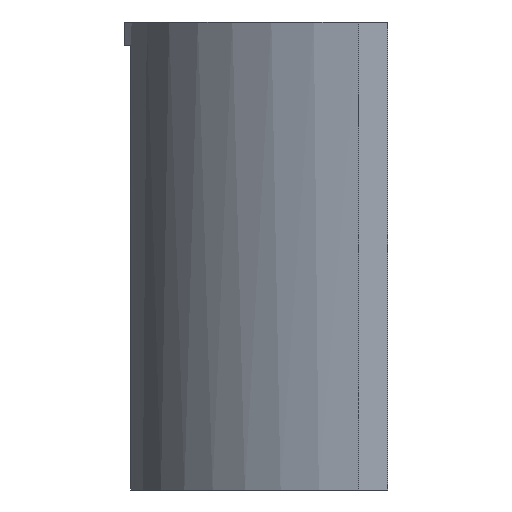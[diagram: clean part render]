
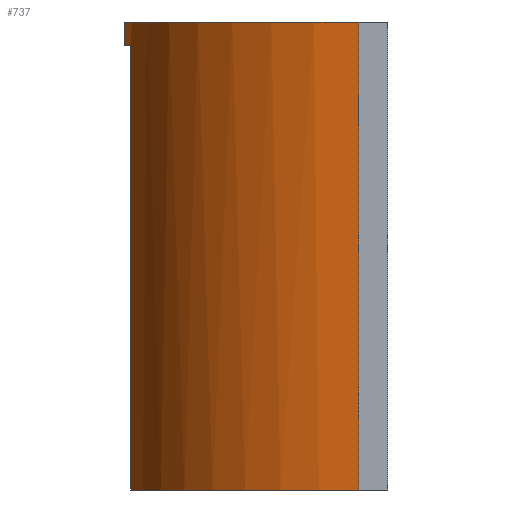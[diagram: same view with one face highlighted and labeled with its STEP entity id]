
A CAD part, left-side view. The second image highlights one B-rep face of the part: STEP entity #737.
In plain terms, the highlighted cylindrical face has radius 57.404 mm (diameter 114.808 mm), a partial arc.
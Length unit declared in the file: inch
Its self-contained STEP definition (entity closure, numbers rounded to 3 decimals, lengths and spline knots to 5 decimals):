
#21 = CARTESIAN_POINT ( 'NONE',  ( 2.17888, 0.60006, -2. ) ) ;
#38 = VERTEX_POINT ( 'NONE', #21 ) ;
#52 = CIRCLE ( 'NONE', #157, 2.26 ) ;
#74 = EDGE_LOOP ( 'NONE', ( #686, #432, #422, #452, #402, #305, #135, #757 ) ) ;
#99 = DIRECTION ( 'NONE',  ( -1., 0., 0. ) ) ;
#103 = VECTOR ( 'NONE', #242, 39.37008 ) ;
#107 = DIRECTION ( 'NONE',  ( 0., 0., 1. ) ) ;
#110 = VERTEX_POINT ( 'NONE', #384 ) ;
#134 = CARTESIAN_POINT ( 'NONE',  ( -2.24613, 0.25, 2. ) ) ;
#135 = ORIENTED_EDGE ( 'NONE', *, *, #218, .T. ) ;
#142 = CIRCLE ( 'NONE', #252, 2.26 ) ;
#156 = DIRECTION ( 'NONE',  ( 1., 0., 0. ) ) ;
#157 = AXIS2_PLACEMENT_3D ( 'NONE', #226, #581, #214 ) ;
#162 = DIRECTION ( 'NONE',  ( 0., 0., -1. ) ) ;
#163 = VERTEX_POINT ( 'NONE', #273 ) ;
#174 = DIRECTION ( 'NONE',  ( 0., 0., 1. ) ) ;
#191 = LINE ( 'NONE', #302, #547 ) ;
#210 = EDGE_CURVE ( 'NONE', #653, #246, #513, .T. ) ;
#214 = DIRECTION ( 'NONE',  ( 1., 0., 0. ) ) ;
#216 = DIRECTION ( 'NONE',  ( 0., 0., 1. ) ) ;
#218 = EDGE_CURVE ( 'NONE', #653, #163, #142, .T. ) ;
#225 = VECTOR ( 'NONE', #453, 39.37008 ) ;
#226 = CARTESIAN_POINT ( 'NONE',  ( 0., 0., -2. ) ) ;
#235 = VERTEX_POINT ( 'NONE', #756 ) ;
#242 = DIRECTION ( 'NONE',  ( 0., 0., -1. ) ) ;
#246 = VERTEX_POINT ( 'NONE', #751 ) ;
#252 = AXIS2_PLACEMENT_3D ( 'NONE', #687, #107, #407 ) ;
#267 = EDGE_CURVE ( 'NONE', #38, #246, #52, .T. ) ;
#273 = CARTESIAN_POINT ( 'NONE',  ( -0.52175, 2.19895, 1.8 ) ) ;
#293 = CARTESIAN_POINT ( 'NONE',  ( 2.17888, 0.60006, 2. ) ) ;
#302 = CARTESIAN_POINT ( 'NONE',  ( -2.24613, 0.25, 2. ) ) ;
#305 = ORIENTED_EDGE ( 'NONE', *, *, #210, .F. ) ;
#320 = CYLINDRICAL_SURFACE ( 'NONE', #327, 2.26 ) ;
#327 = AXIS2_PLACEMENT_3D ( 'NONE', #458, #441, #99 ) ;
#333 = EDGE_CURVE ( 'NONE', #110, #38, #534, .T. ) ;
#346 = VECTOR ( 'NONE', #162, 39.37008 ) ;
#384 = CARTESIAN_POINT ( 'NONE',  ( 2.17888, 0.60006, 2. ) ) ;
#386 = AXIS2_PLACEMENT_3D ( 'NONE', #565, #174, #405 ) ;
#391 = CARTESIAN_POINT ( 'NONE',  ( 0., 0., 2. ) ) ;
#402 = ORIENTED_EDGE ( 'NONE', *, *, #267, .T. ) ;
#405 = DIRECTION ( 'NONE',  ( 1., 0., 0. ) ) ;
#407 = DIRECTION ( 'NONE',  ( 1., 0., 0. ) ) ;
#412 = CIRCLE ( 'NONE', #386, 2.26 ) ;
#422 = ORIENTED_EDGE ( 'NONE', *, *, #733, .F. ) ;
#425 = CIRCLE ( 'NONE', #548, 2.26 ) ;
#427 = CARTESIAN_POINT ( 'NONE',  ( 0.52175, 2.19895, 1.8 ) ) ;
#432 = ORIENTED_EDGE ( 'NONE', *, *, #603, .F. ) ;
#441 = DIRECTION ( 'NONE',  ( 0., 0., -1. ) ) ;
#448 = CARTESIAN_POINT ( 'NONE',  ( -0.52175, 2.19895, 2. ) ) ;
#452 = ORIENTED_EDGE ( 'NONE', *, *, #333, .T. ) ;
#453 = DIRECTION ( 'NONE',  ( 0., 0., -1. ) ) ;
#458 = CARTESIAN_POINT ( 'NONE',  ( 0., 0., 2. ) ) ;
#513 = LINE ( 'NONE', #522, #346 ) ;
#522 = CARTESIAN_POINT ( 'NONE',  ( 0.52175, 2.19895, 2. ) ) ;
#534 = LINE ( 'NONE', #293, #103 ) ;
#537 = DIRECTION ( 'NONE',  ( 0., 0., -1. ) ) ;
#543 = EDGE_CURVE ( 'NONE', #235, #713, #412, .T. ) ;
#547 = VECTOR ( 'NONE', #537, 39.37008 ) ;
#548 = AXIS2_PLACEMENT_3D ( 'NONE', #391, #216, #156 ) ;
#565 = CARTESIAN_POINT ( 'NONE',  ( 0., 0., -2. ) ) ;
#581 = DIRECTION ( 'NONE',  ( 0., 0., 1. ) ) ;
#603 = EDGE_CURVE ( 'NONE', #658, #713, #191, .T. ) ;
#611 = CARTESIAN_POINT ( 'NONE',  ( -2.24613, 0.25, -2. ) ) ;
#622 = LINE ( 'NONE', #448, #225 ) ;
#627 = FACE_OUTER_BOUND ( 'NONE', #74, .T. ) ;
#653 = VERTEX_POINT ( 'NONE', #427 ) ;
#658 = VERTEX_POINT ( 'NONE', #134 ) ;
#686 = ORIENTED_EDGE ( 'NONE', *, *, #543, .T. ) ;
#687 = CARTESIAN_POINT ( 'NONE',  ( 0., 0., 1.8 ) ) ;
#713 = VERTEX_POINT ( 'NONE', #611 ) ;
#723 = EDGE_CURVE ( 'NONE', #163, #235, #622, .T. ) ;
#733 = EDGE_CURVE ( 'NONE', #110, #658, #425, .T. ) ;
#737 = ADVANCED_FACE ( 'NONE', ( #627 ), #320, .T. ) ;
#751 = CARTESIAN_POINT ( 'NONE',  ( 0.52175, 2.19895, -2. ) ) ;
#756 = CARTESIAN_POINT ( 'NONE',  ( -0.52175, 2.19895, -2. ) ) ;
#757 = ORIENTED_EDGE ( 'NONE', *, *, #723, .T. ) ;
